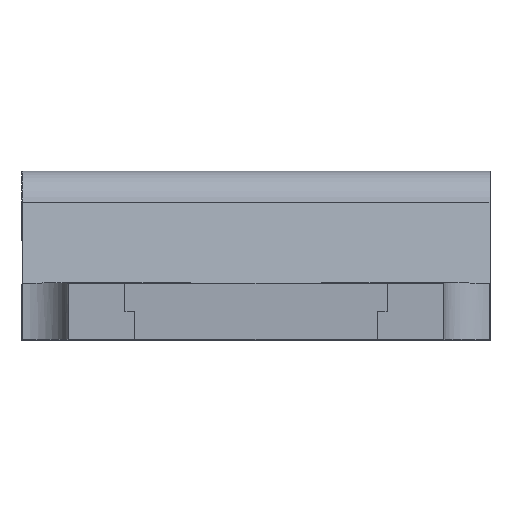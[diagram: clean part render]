
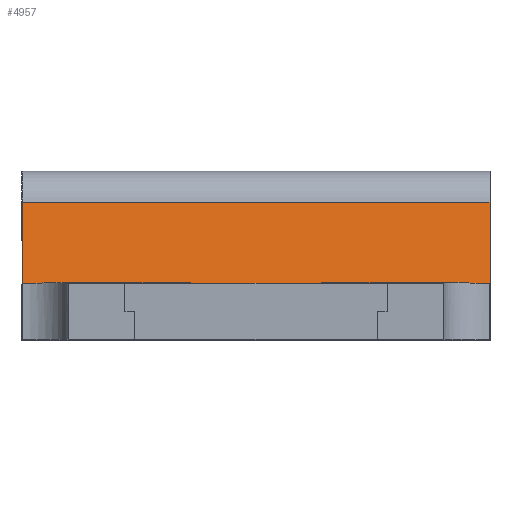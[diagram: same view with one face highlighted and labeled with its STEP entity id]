
A CAD part, top view. The second image highlights one B-rep face of the part: STEP entity #4957.
In plain terms, the highlighted planar face has unit normal (0, 0.164, 0.986).
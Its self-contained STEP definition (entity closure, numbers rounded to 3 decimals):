
#56 = AXIS2_PLACEMENT_3D ( 'NONE', #4932, #3188, #2662 ) ;
#248 = FACE_OUTER_BOUND ( 'NONE', #1713, .T. ) ;
#486 = ORIENTED_EDGE ( 'NONE', *, *, #4504, .F. ) ;
#689 = VECTOR ( 'NONE', #1106, 1000. ) ;
#706 = CARTESIAN_POINT ( 'NONE',  ( -0.625, 0.366, 0.614 ) ) ;
#894 = VERTEX_POINT ( 'NONE', #2478 ) ;
#1089 = ORIENTED_EDGE ( 'NONE', *, *, #3603, .F. ) ;
#1106 = DIRECTION ( 'NONE',  ( 0., 0.986, -0.164 ) ) ;
#1327 = CARTESIAN_POINT ( 'NONE',  ( -0.625, 0.366, 0.614 ) ) ;
#1603 = VECTOR ( 'NONE', #3955, 1000. ) ;
#1704 = VERTEX_POINT ( 'NONE', #1327 ) ;
#1713 = EDGE_LOOP ( 'NONE', ( #486, #4828, #2169, #1089 ) ) ;
#1821 = VECTOR ( 'NONE', #4668, 1000. ) ;
#1837 = LINE ( 'NONE', #3397, #689 ) ;
#2169 = ORIENTED_EDGE ( 'NONE', *, *, #5756, .T. ) ;
#2297 = LINE ( 'NONE', #2660, #1603 ) ;
#2478 = CARTESIAN_POINT ( 'NONE',  ( 0.625, 0.366, 0.614 ) ) ;
#2550 = VECTOR ( 'NONE', #2995, 1000. ) ;
#2660 = CARTESIAN_POINT ( 'NONE',  ( 1.959, 0.366, 0.614 ) ) ;
#2662 = DIRECTION ( 'NONE',  ( 0., 0.986, -0.164 ) ) ;
#2721 = PLANE ( 'NONE',  #56 ) ;
#2744 = LINE ( 'NONE', #3806, #1821 ) ;
#2995 = DIRECTION ( 'NONE',  ( 0., 0.986, -0.164 ) ) ;
#3188 = DIRECTION ( 'NONE',  ( 0., -0.164, -0.986 ) ) ;
#3397 = CARTESIAN_POINT ( 'NONE',  ( 0.625, 0.366, 0.614 ) ) ;
#3418 = VERTEX_POINT ( 'NONE', #4579 ) ;
#3603 = EDGE_CURVE ( 'NONE', #3418, #1704, #3654, .T. ) ;
#3654 = LINE ( 'NONE', #706, #2550 ) ;
#3806 = CARTESIAN_POINT ( 'NONE',  ( 1.959, 0.15, 0.65 ) ) ;
#3955 = DIRECTION ( 'NONE',  ( -1., 0., 0. ) ) ;
#4120 = EDGE_CURVE ( 'NONE', #5140, #894, #1837, .T. ) ;
#4153 = CARTESIAN_POINT ( 'NONE',  ( 0.625, 0.15, 0.65 ) ) ;
#4504 = EDGE_CURVE ( 'NONE', #5140, #3418, #2744, .T. ) ;
#4579 = CARTESIAN_POINT ( 'NONE',  ( -0.625, 0.15, 0.65 ) ) ;
#4668 = DIRECTION ( 'NONE',  ( -1., 0., 0. ) ) ;
#4828 = ORIENTED_EDGE ( 'NONE', *, *, #4120, .T. ) ;
#4932 = CARTESIAN_POINT ( 'NONE',  ( 1.959, 0.366, 0.614 ) ) ;
#4957 = ADVANCED_FACE ( 'NONE', ( #248 ), #2721, .F. ) ;
#5140 = VERTEX_POINT ( 'NONE', #4153 ) ;
#5756 = EDGE_CURVE ( 'NONE', #894, #1704, #2297, .T. ) ;
